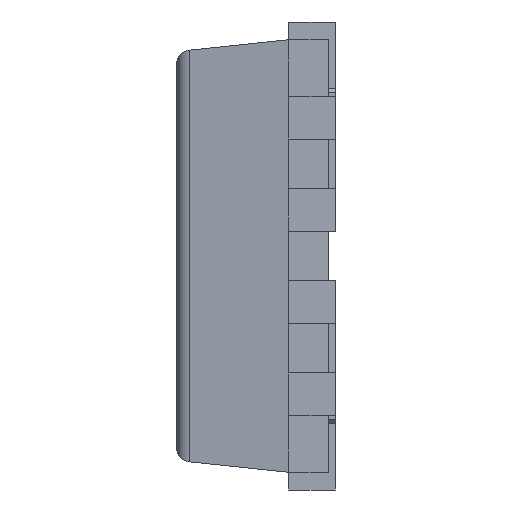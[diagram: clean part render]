
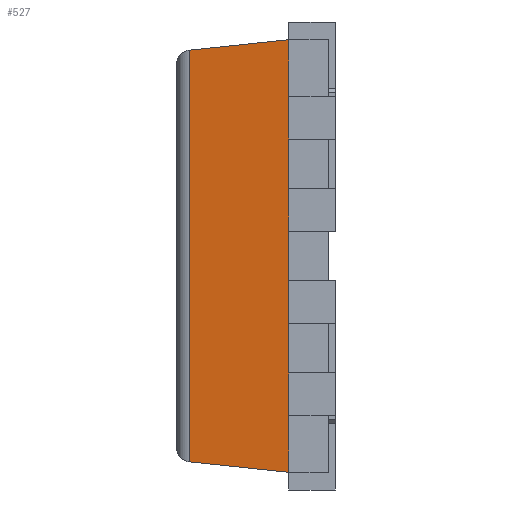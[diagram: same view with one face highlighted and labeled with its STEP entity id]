
A CAD part, left-side view. The second image highlights one B-rep face of the part: STEP entity #527.
In plain terms, the highlighted planar face has unit normal (-0.995, 0.104, 0).
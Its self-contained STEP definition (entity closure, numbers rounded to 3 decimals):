
#8 = DIRECTION ( 'NONE',  ( -0.104, -0.989, -0.104 ) ) ;
#12 = LINE ( 'NONE', #953, #961 ) ;
#42 = DIRECTION ( 'NONE',  ( 0., 0., 1. ) ) ;
#49 = VERTEX_POINT ( 'NONE', #1557 ) ;
#69 = ORIENTED_EDGE ( 'NONE', *, *, #2280, .T. ) ;
#102 = CARTESIAN_POINT ( 'NONE',  ( -1.525, 0.33, 0.475 ) ) ;
#122 = VECTOR ( 'NONE', #3344, 1000. ) ;
#181 = VECTOR ( 'NONE', #1821, 1000. ) ;
#244 = LINE ( 'NONE', #2907, #1804 ) ;
#291 = CARTESIAN_POINT ( 'NONE',  ( -1.525, 0.33, -1.525 ) ) ;
#302 = ORIENTED_EDGE ( 'NONE', *, *, #753, .T. ) ;
#340 = CARTESIAN_POINT ( 'NONE',  ( -1.525, 0.33, -1.525 ) ) ;
#370 = ORIENTED_EDGE ( 'NONE', *, *, #459, .T. ) ;
#413 = VERTEX_POINT ( 'NONE', #1587 ) ;
#450 = CARTESIAN_POINT ( 'NONE',  ( -1.525, 0.33, -0.175 ) ) ;
#459 = EDGE_CURVE ( 'NONE', #1628, #3147, #3935, .T. ) ;
#527 = ADVANCED_FACE ( 'NONE', ( #2843 ), #3660, .T. ) ;
#537 = DIRECTION ( 'NONE',  ( 0., 0., -1. ) ) ;
#547 = CARTESIAN_POINT ( 'NONE',  ( -1.525, 0.33, 1.525 ) ) ;
#594 = DIRECTION ( 'NONE',  ( 0., 0., 1. ) ) ;
#595 = VECTOR ( 'NONE', #537, 1000. ) ;
#599 = CARTESIAN_POINT ( 'NONE',  ( -1.525, 0.33, 0.175 ) ) ;
#703 = ORIENTED_EDGE ( 'NONE', *, *, #1261, .T. ) ;
#753 = EDGE_CURVE ( 'NONE', #3147, #2951, #244, .T. ) ;
#779 = DIRECTION ( 'NONE',  ( -0.104, -0.989, 0.104 ) ) ;
#804 = ORIENTED_EDGE ( 'NONE', *, *, #3023, .T. ) ;
#834 = LINE ( 'NONE', #547, #181 ) ;
#837 = EDGE_CURVE ( 'NONE', #413, #1628, #3132, .T. ) ;
#894 = CARTESIAN_POINT ( 'NONE',  ( -1.525, 0.33, -0.825 ) ) ;
#935 = ORIENTED_EDGE ( 'NONE', *, *, #3881, .T. ) ;
#953 = CARTESIAN_POINT ( 'NONE',  ( -1.525, 0.33, 1.525 ) ) ;
#961 = VECTOR ( 'NONE', #1572, 1000. ) ;
#979 = ORIENTED_EDGE ( 'NONE', *, *, #3448, .T. ) ;
#985 = LINE ( 'NONE', #1082, #122 ) ;
#1071 = CARTESIAN_POINT ( 'NONE',  ( -1.525, 0.33, -1.525 ) ) ;
#1082 = CARTESIAN_POINT ( 'NONE',  ( -1.525, 0.33, 1.525 ) ) ;
#1093 = CARTESIAN_POINT ( 'NONE',  ( -1.525, 0.33, 1.525 ) ) ;
#1153 = LINE ( 'NONE', #3407, #595 ) ;
#1191 = EDGE_CURVE ( 'NONE', #1278, #1827, #3329, .T. ) ;
#1211 = VERTEX_POINT ( 'NONE', #4056 ) ;
#1261 = EDGE_CURVE ( 'NONE', #3187, #1960, #834, .T. ) ;
#1278 = VERTEX_POINT ( 'NONE', #3456 ) ;
#1288 = EDGE_LOOP ( 'NONE', ( #2487, #935, #2747, #370, #302, #69, #2273, #3658, #703, #979, #3668, #804 ) ) ;
#1289 = EDGE_CURVE ( 'NONE', #2509, #2415, #2980, .T. ) ;
#1325 = CARTESIAN_POINT ( 'NONE',  ( -1.525, 0.33, 1.525 ) ) ;
#1407 = VECTOR ( 'NONE', #8, 1000. ) ;
#1410 = DIRECTION ( 'NONE',  ( 0., 0., 1. ) ) ;
#1557 = CARTESIAN_POINT ( 'NONE',  ( -1.525, 0.33, 1.125 ) ) ;
#1572 = DIRECTION ( 'NONE',  ( 0., 0., 1. ) ) ;
#1587 = CARTESIAN_POINT ( 'NONE',  ( -1.451, 1.03, -1.451 ) ) ;
#1628 = VERTEX_POINT ( 'NONE', #340 ) ;
#1778 = CARTESIAN_POINT ( 'NONE',  ( -1.525, 0.33, 1.525 ) ) ;
#1804 = VECTOR ( 'NONE', #3508, 1000. ) ;
#1821 = DIRECTION ( 'NONE',  ( 0., 0., 1. ) ) ;
#1827 = VERTEX_POINT ( 'NONE', #1093 ) ;
#1903 = VECTOR ( 'NONE', #594, 1000. ) ;
#1960 = VERTEX_POINT ( 'NONE', #102 ) ;
#2104 = VECTOR ( 'NONE', #42, 1000. ) ;
#2273 = ORIENTED_EDGE ( 'NONE', *, *, #1289, .T. ) ;
#2280 = EDGE_CURVE ( 'NONE', #2951, #2509, #3680, .T. ) ;
#2336 = VECTOR ( 'NONE', #4089, 1000. ) ;
#2415 = VERTEX_POINT ( 'NONE', #450 ) ;
#2422 = EDGE_CURVE ( 'NONE', #1211, #49, #3212, .T. ) ;
#2466 = CARTESIAN_POINT ( 'NONE',  ( -1.525, 0.33, 1.525 ) ) ;
#2487 = ORIENTED_EDGE ( 'NONE', *, *, #1191, .F. ) ;
#2509 = VERTEX_POINT ( 'NONE', #3657 ) ;
#2564 = CARTESIAN_POINT ( 'NONE',  ( -1.525, 0.33, 1.525 ) ) ;
#2666 = CARTESIAN_POINT ( 'NONE',  ( -1.525, 0.33, 1.525 ) ) ;
#2747 = ORIENTED_EDGE ( 'NONE', *, *, #837, .T. ) ;
#2843 = FACE_OUTER_BOUND ( 'NONE', #1288, .T. ) ;
#2907 = CARTESIAN_POINT ( 'NONE',  ( -1.525, 0.33, 1.525 ) ) ;
#2951 = VERTEX_POINT ( 'NONE', #894 ) ;
#2980 = LINE ( 'NONE', #1778, #2336 ) ;
#3023 = EDGE_CURVE ( 'NONE', #49, #1827, #3061, .T. ) ;
#3031 = DIRECTION ( 'NONE',  ( -0.995, 0.105, 0. ) ) ;
#3061 = LINE ( 'NONE', #1325, #2104 ) ;
#3132 = LINE ( 'NONE', #291, #1407 ) ;
#3147 = VERTEX_POINT ( 'NONE', #3188 ) ;
#3187 = VERTEX_POINT ( 'NONE', #599 ) ;
#3188 = CARTESIAN_POINT ( 'NONE',  ( -1.525, 0.33, -1.125 ) ) ;
#3212 = LINE ( 'NONE', #2666, #3267 ) ;
#3235 = VECTOR ( 'NONE', #779, 1000. ) ;
#3267 = VECTOR ( 'NONE', #1410, 1000. ) ;
#3286 = VECTOR ( 'NONE', #3598, 1000. ) ;
#3307 = AXIS2_PLACEMENT_3D ( 'NONE', #1071, #3031, #3343 ) ;
#3329 = LINE ( 'NONE', #2466, #3235 ) ;
#3343 = DIRECTION ( 'NONE',  ( -0.105, -0.995, 0. ) ) ;
#3344 = DIRECTION ( 'NONE',  ( 0., 0., 1. ) ) ;
#3407 = CARTESIAN_POINT ( 'NONE',  ( -1.451, 1.03, -1.525 ) ) ;
#3448 = EDGE_CURVE ( 'NONE', #1960, #1211, #985, .T. ) ;
#3456 = CARTESIAN_POINT ( 'NONE',  ( -1.451, 1.03, 1.451 ) ) ;
#3508 = DIRECTION ( 'NONE',  ( 0., 0., 1. ) ) ;
#3598 = DIRECTION ( 'NONE',  ( 0., 0., 1. ) ) ;
#3657 = CARTESIAN_POINT ( 'NONE',  ( -1.525, 0.33, -0.475 ) ) ;
#3658 = ORIENTED_EDGE ( 'NONE', *, *, #4017, .T. ) ;
#3660 = PLANE ( 'NONE',  #3307 ) ;
#3668 = ORIENTED_EDGE ( 'NONE', *, *, #2422, .T. ) ;
#3680 = LINE ( 'NONE', #2564, #1903 ) ;
#3881 = EDGE_CURVE ( 'NONE', #1278, #413, #1153, .T. ) ;
#3927 = CARTESIAN_POINT ( 'NONE',  ( -1.525, 0.33, 1.525 ) ) ;
#3935 = LINE ( 'NONE', #3927, #3286 ) ;
#4017 = EDGE_CURVE ( 'NONE', #2415, #3187, #12, .T. ) ;
#4056 = CARTESIAN_POINT ( 'NONE',  ( -1.525, 0.33, 0.825 ) ) ;
#4089 = DIRECTION ( 'NONE',  ( 0., 0., 1. ) ) ;
